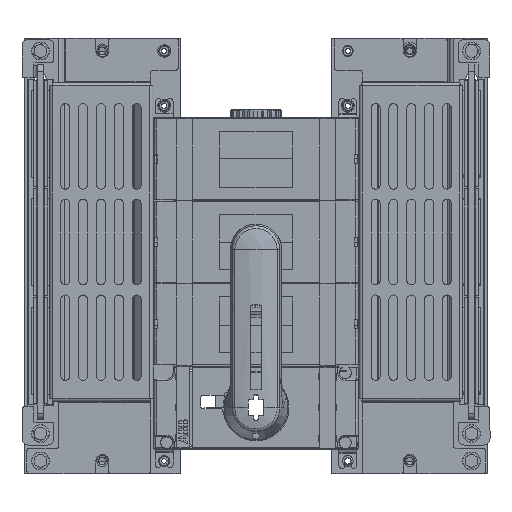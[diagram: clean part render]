
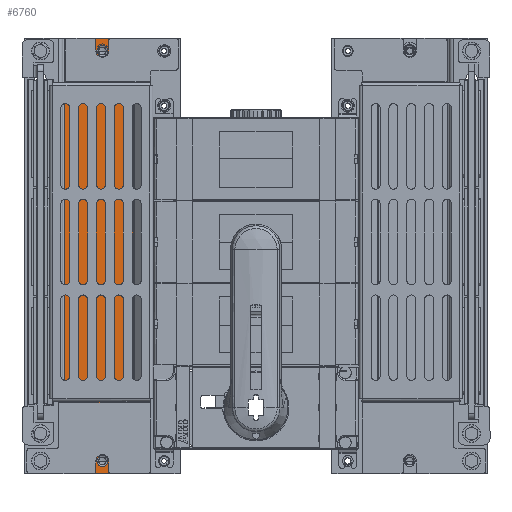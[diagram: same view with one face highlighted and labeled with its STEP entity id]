
A CAD part, top view. The second image highlights one B-rep face of the part: STEP entity #6760.
In plain terms, the highlighted planar face has unit normal (0, 0, 1).
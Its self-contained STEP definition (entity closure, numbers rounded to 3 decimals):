
#797 = LINE ( 'NONE', #17854, #9958 ) ;
#3837 = CARTESIAN_POINT ( 'NONE',  ( -181.661, 289.045, -18.5 ) ) ;
#4027 = EDGE_CURVE ( 'NONE', #47195, #49748, #43253, .T. ) ;
#4251 = DIRECTION ( 'NONE',  ( 0., 1., 0. ) ) ;
#4437 = ORIENTED_EDGE ( 'NONE', *, *, #5490, .F. ) ;
#4864 = CARTESIAN_POINT ( 'NONE',  ( -127.732, 289.045, -18.5 ) ) ;
#5490 = EDGE_CURVE ( 'NONE', #41446, #14668, #12846, .T. ) ;
#5820 = AXIS2_PLACEMENT_3D ( 'NONE', #58454, #31357, #4251 ) ;
#6012 = FACE_BOUND ( 'NONE', #11223, .T. ) ;
#6760 = ADVANCED_FACE ( 'NONE', ( #52648, #6012, #40515 ), #25643, .T. ) ;
#7577 = CARTESIAN_POINT ( 'NONE',  ( -152.161, 279.045, -18.5 ) ) ;
#7910 = DIRECTION ( 'NONE',  ( 0., 0., 1. ) ) ;
#8283 = VECTOR ( 'NONE', #35397, 1000. ) ;
#8795 = VERTEX_POINT ( 'NONE', #12883 ) ;
#9958 = VECTOR ( 'NONE', #31464, 1000. ) ;
#10373 = AXIS2_PLACEMENT_3D ( 'NONE', #25720, #57377, #30288 ) ;
#11223 = EDGE_LOOP ( 'NONE', ( #46755, #15756 ) ) ;
#11836 = AXIS2_PLACEMENT_3D ( 'NONE', #34969, #7910, #39436 ) ;
#12149 = DIRECTION ( 'NONE',  ( 0., 1., 0. ) ) ;
#12846 = CIRCLE ( 'NONE', #28928, 4.35 ) ;
#12883 = CARTESIAN_POINT ( 'NONE',  ( -152.161, -46.805, -18.5 ) ) ;
#12916 = EDGE_CURVE ( 'NONE', #52355, #47195, #44249, .T. ) ;
#14668 = VERTEX_POINT ( 'NONE', #35374 ) ;
#15756 = ORIENTED_EDGE ( 'NONE', *, *, #19922, .F. ) ;
#16461 = ORIENTED_EDGE ( 'NONE', *, *, #54952, .T. ) ;
#17854 = CARTESIAN_POINT ( 'NONE',  ( -181.661, 289.045, -18.5 ) ) ;
#19922 = EDGE_CURVE ( 'NONE', #8795, #53638, #44190, .T. ) ;
#20874 = VERTEX_POINT ( 'NONE', #3837 ) ;
#21332 = CARTESIAN_POINT ( 'NONE',  ( -127.732, 289.045, -18.5 ) ) ;
#22392 = CARTESIAN_POINT ( 'NONE',  ( -127.732, -52.455, -18.5 ) ) ;
#23535 = ORIENTED_EDGE ( 'NONE', *, *, #4027, .F. ) ;
#23988 = CIRCLE ( 'NONE', #5820, 4.35 ) ;
#24832 = CIRCLE ( 'NONE', #11836, 4.35 ) ;
#25643 = PLANE ( 'NONE',  #31606 ) ;
#25720 = CARTESIAN_POINT ( 'NONE',  ( -152.161, -42.455, -18.5 ) ) ;
#25829 = DIRECTION ( 'NONE',  ( 0., 1., 0. ) ) ;
#26924 = DIRECTION ( 'NONE',  ( -1., 0., 0. ) ) ;
#28350 = CARTESIAN_POINT ( 'NONE',  ( -181.661, -52.455, -18.5 ) ) ;
#28928 = AXIS2_PLACEMENT_3D ( 'NONE', #7577, #39103, #12149 ) ;
#29980 = VECTOR ( 'NONE', #26924, 1000. ) ;
#30226 = EDGE_LOOP ( 'NONE', ( #4437, #51049 ) ) ;
#30288 = DIRECTION ( 'NONE',  ( 0., 1., 0. ) ) ;
#30940 = CARTESIAN_POINT ( 'NONE',  ( -127.732, 289.045, -18.5 ) ) ;
#31357 = DIRECTION ( 'NONE',  ( 0., 0., 1. ) ) ;
#31464 = DIRECTION ( 'NONE',  ( 0., -1., 0. ) ) ;
#31606 = AXIS2_PLACEMENT_3D ( 'NONE', #21332, #52848, #25829 ) ;
#34969 = CARTESIAN_POINT ( 'NONE',  ( -152.161, -42.455, -18.5 ) ) ;
#34976 = EDGE_CURVE ( 'NONE', #53638, #8795, #24832, .T. ) ;
#35062 = EDGE_CURVE ( 'NONE', #20874, #49748, #797, .T. ) ;
#35374 = CARTESIAN_POINT ( 'NONE',  ( -152.161, 274.695, -18.5 ) ) ;
#35397 = DIRECTION ( 'NONE',  ( 0., -1., 0. ) ) ;
#36542 = VECTOR ( 'NONE', #56354, 1000. ) ;
#38062 = CARTESIAN_POINT ( 'NONE',  ( -127.732, 289.045, -18.5 ) ) ;
#39103 = DIRECTION ( 'NONE',  ( 0., 0., 1. ) ) ;
#39105 = CARTESIAN_POINT ( 'NONE',  ( -152.161, 283.395, -18.5 ) ) ;
#39436 = DIRECTION ( 'NONE',  ( 0., 1., 0. ) ) ;
#40312 = ORIENTED_EDGE ( 'NONE', *, *, #12916, .F. ) ;
#40515 = FACE_OUTER_BOUND ( 'NONE', #48453, .T. ) ;
#41446 = VERTEX_POINT ( 'NONE', #39105 ) ;
#43253 = LINE ( 'NONE', #22392, #29980 ) ;
#44190 = CIRCLE ( 'NONE', #10373, 4.35 ) ;
#44249 = LINE ( 'NONE', #30940, #8283 ) ;
#46755 = ORIENTED_EDGE ( 'NONE', *, *, #34976, .F. ) ;
#47195 = VERTEX_POINT ( 'NONE', #48382 ) ;
#48120 = ORIENTED_EDGE ( 'NONE', *, *, #35062, .T. ) ;
#48382 = CARTESIAN_POINT ( 'NONE',  ( -127.732, -52.455, -18.5 ) ) ;
#48453 = EDGE_LOOP ( 'NONE', ( #23535, #40312, #16461, #48120 ) ) ;
#48512 = LINE ( 'NONE', #38062, #36542 ) ;
#49748 = VERTEX_POINT ( 'NONE', #28350 ) ;
#51049 = ORIENTED_EDGE ( 'NONE', *, *, #54142, .F. ) ;
#52355 = VERTEX_POINT ( 'NONE', #4864 ) ;
#52648 = FACE_BOUND ( 'NONE', #30226, .T. ) ;
#52848 = DIRECTION ( 'NONE',  ( 0., 0., 1. ) ) ;
#53638 = VERTEX_POINT ( 'NONE', #53703 ) ;
#53703 = CARTESIAN_POINT ( 'NONE',  ( -152.161, -38.105, -18.5 ) ) ;
#54142 = EDGE_CURVE ( 'NONE', #14668, #41446, #23988, .T. ) ;
#54952 = EDGE_CURVE ( 'NONE', #52355, #20874, #48512, .T. ) ;
#56354 = DIRECTION ( 'NONE',  ( -1., 0., 0. ) ) ;
#57377 = DIRECTION ( 'NONE',  ( 0., 0., 1. ) ) ;
#58454 = CARTESIAN_POINT ( 'NONE',  ( -152.161, 279.045, -18.5 ) ) ;
